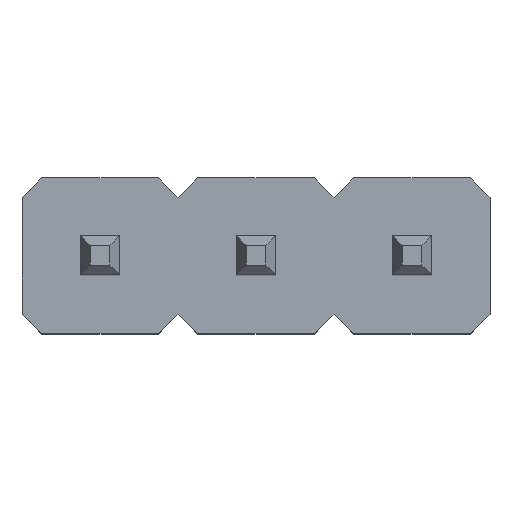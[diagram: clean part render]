
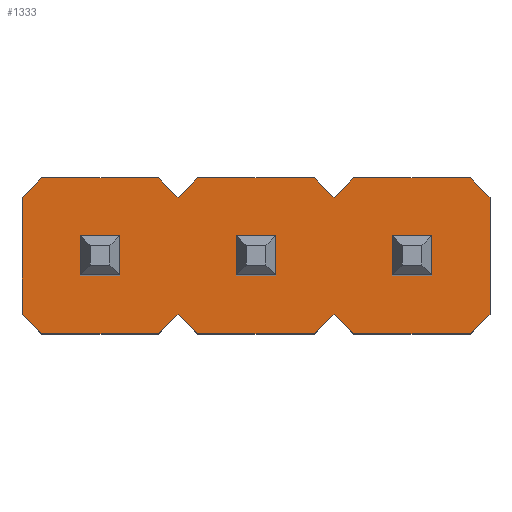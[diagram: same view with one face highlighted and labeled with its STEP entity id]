
A CAD part, top view. The second image highlights one B-rep face of the part: STEP entity #1333.
In plain terms, the highlighted planar face has unit normal (0, 0, 1).
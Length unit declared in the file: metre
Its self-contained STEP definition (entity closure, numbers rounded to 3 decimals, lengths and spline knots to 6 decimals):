
#204=ORIENTED_EDGE('',*,*,#478,.T.);
#205=ORIENTED_EDGE('',*,*,#484,.T.);
#206=ORIENTED_EDGE('',*,*,#480,.T.);
#207=ORIENTED_EDGE('',*,*,#485,.T.);
#208=ORIENTED_EDGE('',*,*,#486,.T.);
#209=ORIENTED_EDGE('',*,*,#487,.T.);
#210=ORIENTED_EDGE('',*,*,#488,.T.);
#211=ORIENTED_EDGE('',*,*,#489,.T.);
#212=ORIENTED_EDGE('',*,*,#490,.T.);
#213=ORIENTED_EDGE('',*,*,#491,.T.);
#214=ORIENTED_EDGE('',*,*,#492,.F.);
#215=ORIENTED_EDGE('',*,*,#493,.T.);
#216=ORIENTED_EDGE('',*,*,#494,.F.);
#217=ORIENTED_EDGE('',*,*,#495,.T.);
#218=ORIENTED_EDGE('',*,*,#496,.T.);
#219=ORIENTED_EDGE('',*,*,#497,.F.);
#220=ORIENTED_EDGE('',*,*,#498,.T.);
#221=ORIENTED_EDGE('',*,*,#499,.T.);
#222=ORIENTED_EDGE('',*,*,#472,.F.);
#223=ORIENTED_EDGE('',*,*,#500,.T.);
#472=EDGE_CURVE('',#620,#621,#764,.T.);
#478=EDGE_CURVE('',#627,#626,#770,.T.);
#480=EDGE_CURVE('',#628,#629,#772,.T.);
#484=EDGE_CURVE('',#626,#628,#776,.F.);
#485=EDGE_CURVE('',#629,#632,#777,.T.);
#486=EDGE_CURVE('',#632,#633,#778,.F.);
#487=EDGE_CURVE('',#633,#634,#779,.T.);
#488=EDGE_CURVE('',#634,#635,#780,.T.);
#489=EDGE_CURVE('',#635,#636,#781,.F.);
#490=EDGE_CURVE('',#636,#637,#782,.T.);
#491=EDGE_CURVE('',#637,#638,#783,.T.);
#492=EDGE_CURVE('',#639,#638,#784,.T.);
#493=EDGE_CURVE('',#639,#640,#785,.F.);
#494=EDGE_CURVE('',#641,#640,#786,.T.);
#495=EDGE_CURVE('',#641,#642,#787,.T.);
#496=EDGE_CURVE('',#642,#643,#788,.F.);
#497=EDGE_CURVE('',#644,#643,#789,.T.);
#498=EDGE_CURVE('',#644,#645,#790,.T.);
#499=EDGE_CURVE('',#645,#621,#791,.F.);
#500=EDGE_CURVE('',#620,#627,#792,.T.);
#620=VERTEX_POINT('',#2074);
#621=VERTEX_POINT('',#2075);
#626=VERTEX_POINT('',#2086);
#627=VERTEX_POINT('',#2088);
#628=VERTEX_POINT('',#2092);
#629=VERTEX_POINT('',#2093);
#632=VERTEX_POINT('',#2102);
#633=VERTEX_POINT('',#2104);
#634=VERTEX_POINT('',#2106);
#635=VERTEX_POINT('',#2108);
#636=VERTEX_POINT('',#2110);
#637=VERTEX_POINT('',#2112);
#638=VERTEX_POINT('',#2114);
#639=VERTEX_POINT('',#2116);
#640=VERTEX_POINT('',#2118);
#641=VERTEX_POINT('',#2120);
#642=VERTEX_POINT('',#2122);
#643=VERTEX_POINT('',#2124);
#644=VERTEX_POINT('',#2126);
#645=VERTEX_POINT('',#2128);
#764=LINE('',#2073,#944);
#770=LINE('',#2087,#950);
#772=LINE('',#2091,#952);
#776=LINE('',#2100,#956);
#777=LINE('',#2101,#957);
#778=LINE('',#2103,#958);
#779=LINE('',#2105,#959);
#780=LINE('',#2107,#960);
#781=LINE('',#2109,#961);
#782=LINE('',#2111,#962);
#783=LINE('',#2113,#963);
#784=LINE('',#2115,#964);
#785=LINE('',#2117,#965);
#786=LINE('',#2119,#966);
#787=LINE('',#2121,#967);
#788=LINE('',#2123,#968);
#789=LINE('',#2125,#969);
#790=LINE('',#2127,#970);
#791=LINE('',#2129,#971);
#792=LINE('',#2130,#972);
#944=VECTOR('',#1713,1.);
#950=VECTOR('',#1721,1.);
#952=VECTOR('',#1725,1.);
#956=VECTOR('',#1731,1.);
#957=VECTOR('',#1732,1.);
#958=VECTOR('',#1733,1.);
#959=VECTOR('',#1734,1.);
#960=VECTOR('',#1735,1.);
#961=VECTOR('',#1736,1.);
#962=VECTOR('',#1737,1.);
#963=VECTOR('',#1738,1.);
#964=VECTOR('',#1739,1.);
#965=VECTOR('',#1740,1.);
#966=VECTOR('',#1741,1.);
#967=VECTOR('',#1742,1.);
#968=VECTOR('',#1743,1.);
#969=VECTOR('',#1744,1.);
#970=VECTOR('',#1745,1.);
#971=VECTOR('',#1746,1.);
#972=VECTOR('',#1747,1.);
#1087=EDGE_LOOP('',(#204,#205,#206,#207,#208,#209,#210,#211,#212,#213,#214,
#215,#216,#217,#218,#219,#220,#221,#222,#223));
#1169=FACE_BOUND('',#1087,.T.);
#1251=PLANE('',#1500);
#1333=ADVANCED_FACE('',(#1169),#1251,.T.);
#1500=AXIS2_PLACEMENT_3D('',#2099,#1729,#1730);
#1713=DIRECTION('',(1.,0.,0.));
#1721=DIRECTION('',(0.,-1.,0.));
#1725=DIRECTION('',(1.,0.,0.));
#1729=DIRECTION('',(0.,0.,1.));
#1730=DIRECTION('',(1.,0.,0.));
#1731=DIRECTION('',(-0.707,0.707,0.));
#1732=DIRECTION('',(0.707,0.707,0.));
#1733=DIRECTION('',(-0.707,0.707,0.));
#1734=DIRECTION('',(1.,0.,0.));
#1735=DIRECTION('',(0.707,0.707,0.));
#1736=DIRECTION('',(-0.707,0.707,0.));
#1737=DIRECTION('',(1.,0.,0.));
#1738=DIRECTION('',(0.707,0.707,0.));
#1739=DIRECTION('',(0.,-1.,0.));
#1740=DIRECTION('',(0.707,-0.707,0.));
#1741=DIRECTION('',(1.,0.,0.));
#1742=DIRECTION('',(-0.707,-0.707,0.));
#1743=DIRECTION('',(0.707,-0.707,0.));
#1744=DIRECTION('',(1.,0.,0.));
#1745=DIRECTION('',(-0.707,-0.707,0.));
#1746=DIRECTION('',(0.707,-0.707,0.));
#1747=DIRECTION('',(-0.707,-0.707,0.));
#2073=CARTESIAN_POINT('',(0.,0.00127,0.0025));
#2074=CARTESIAN_POINT('',(-0.00095,0.00127,0.0025));
#2075=CARTESIAN_POINT('',(0.00095,0.00127,0.0025));
#2086=CARTESIAN_POINT('',(-0.00127,-0.00095,0.0025));
#2087=CARTESIAN_POINT('',(-0.00127,0.,0.0025));
#2088=CARTESIAN_POINT('',(-0.00127,0.00095,0.0025));
#2091=CARTESIAN_POINT('',(0.,-0.00127,0.0025));
#2092=CARTESIAN_POINT('',(-0.00095,-0.00127,0.0025));
#2093=CARTESIAN_POINT('',(0.00095,-0.00127,0.0025));
#2099=CARTESIAN_POINT('',(0.,0.,0.0025));
#2100=CARTESIAN_POINT('',(-0.00111,-0.00111,0.0025));
#2101=CARTESIAN_POINT('',(0.00111,-0.00111,0.0025));
#2102=CARTESIAN_POINT('',(0.00127,-0.00095,0.0025));
#2103=CARTESIAN_POINT('',(0.00143,-0.00111,0.0025));
#2104=CARTESIAN_POINT('',(0.00159,-0.00127,0.0025));
#2105=CARTESIAN_POINT('',(0.00254,-0.00127,0.0025));
#2106=CARTESIAN_POINT('',(0.00349,-0.00127,0.0025));
#2107=CARTESIAN_POINT('',(0.00365,-0.00111,0.0025));
#2108=CARTESIAN_POINT('',(0.00381,-0.00095,0.0025));
#2109=CARTESIAN_POINT('',(0.00397,-0.00111,0.0025));
#2110=CARTESIAN_POINT('',(0.00413,-0.00127,0.0025));
#2111=CARTESIAN_POINT('',(0.00508,-0.00127,0.0025));
#2112=CARTESIAN_POINT('',(0.00603,-0.00127,0.0025));
#2113=CARTESIAN_POINT('',(0.00619,-0.00111,0.0025));
#2114=CARTESIAN_POINT('',(0.00635,-0.00095,0.0025));
#2115=CARTESIAN_POINT('',(0.00635,0.,0.0025));
#2116=CARTESIAN_POINT('',(0.00635,0.00095,0.0025));
#2117=CARTESIAN_POINT('',(0.00619,0.00111,0.0025));
#2118=CARTESIAN_POINT('',(0.00603,0.00127,0.0025));
#2119=CARTESIAN_POINT('',(0.00508,0.00127,0.0025));
#2120=CARTESIAN_POINT('',(0.00413,0.00127,0.0025));
#2121=CARTESIAN_POINT('',(0.00397,0.00111,0.0025));
#2122=CARTESIAN_POINT('',(0.00381,0.00095,0.0025));
#2123=CARTESIAN_POINT('',(0.00365,0.00111,0.0025));
#2124=CARTESIAN_POINT('',(0.00349,0.00127,0.0025));
#2125=CARTESIAN_POINT('',(0.00254,0.00127,0.0025));
#2126=CARTESIAN_POINT('',(0.00159,0.00127,0.0025));
#2127=CARTESIAN_POINT('',(0.00143,0.00111,0.0025));
#2128=CARTESIAN_POINT('',(0.00127,0.00095,0.0025));
#2129=CARTESIAN_POINT('',(0.00111,0.00111,0.0025));
#2130=CARTESIAN_POINT('',(-0.00111,0.00111,0.0025));
